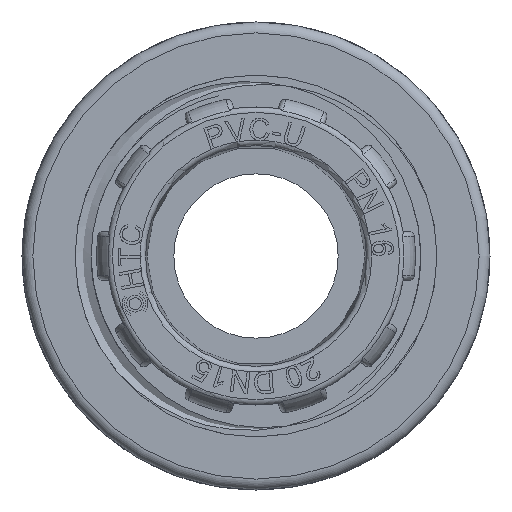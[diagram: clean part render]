
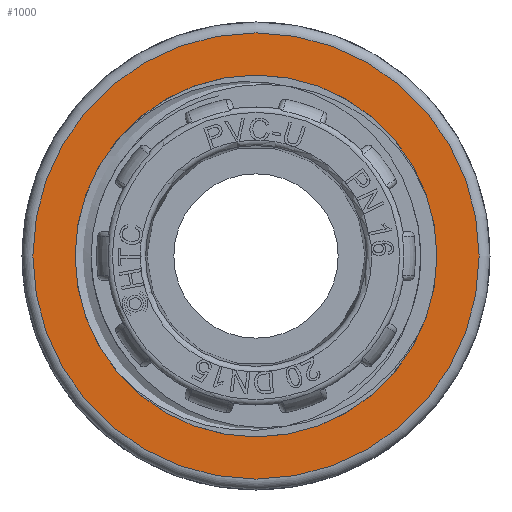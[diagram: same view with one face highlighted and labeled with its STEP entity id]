
A CAD part, front view. The second image highlights one B-rep face of the part: STEP entity #1000.
In plain terms, the highlighted planar face has unit normal (0, -1, 0).
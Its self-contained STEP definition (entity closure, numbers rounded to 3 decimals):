
#396=FACE_BOUND('',#2827,.T.);
#397=FACE_BOUND('',#2828,.T.);
#739=CIRCLE('',#13722,16.625);
#740=CIRCLE('',#13723,20.5);
#1000=ADVANCED_FACE('',(#396,#397),#1726,.T.);
#1726=PLANE('',#13724);
#2827=EDGE_LOOP('',(#5330));
#2828=EDGE_LOOP('',(#5331));
#5330=ORIENTED_EDGE('',*,*,#10491,.T.);
#5331=ORIENTED_EDGE('',*,*,#10492,.T.);
#9142=VERTEX_POINT('',#20280);
#9143=VERTEX_POINT('',#20282);
#10491=EDGE_CURVE('',#9142,#9142,#739,.T.);
#10492=EDGE_CURVE('',#9143,#9143,#740,.T.);
#13722=AXIS2_PLACEMENT_3D('',#20279,#14822,#14823);
#13723=AXIS2_PLACEMENT_3D('',#20281,#14824,#14825);
#13724=AXIS2_PLACEMENT_3D('',#20283,#14826,#14827);
#14822=DIRECTION('',(0.,1.,0.));
#14823=DIRECTION('',(1.,0.,0.));
#14824=DIRECTION('',(0.,-1.,0.));
#14825=DIRECTION('',(1.,0.,0.));
#14826=DIRECTION('',(0.,-1.,0.));
#14827=DIRECTION('',(1.,0.,0.));
#20279=CARTESIAN_POINT('',(223.217,103.775,0.));
#20280=CARTESIAN_POINT('',(239.841,103.775,0.));
#20281=CARTESIAN_POINT('',(223.217,103.775,0.));
#20282=CARTESIAN_POINT('',(243.717,103.775,0.));
#20283=CARTESIAN_POINT('',(223.217,103.775,0.));
